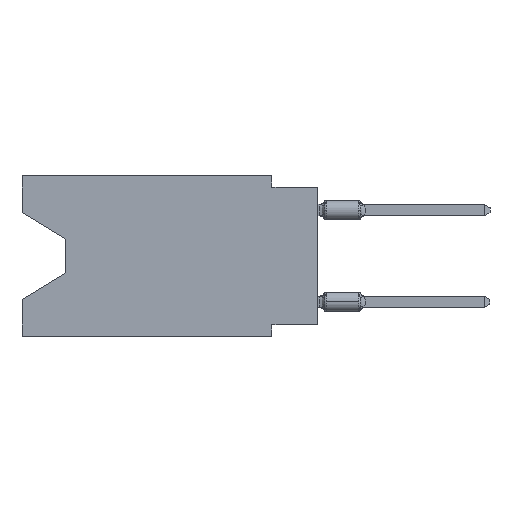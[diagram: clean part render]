
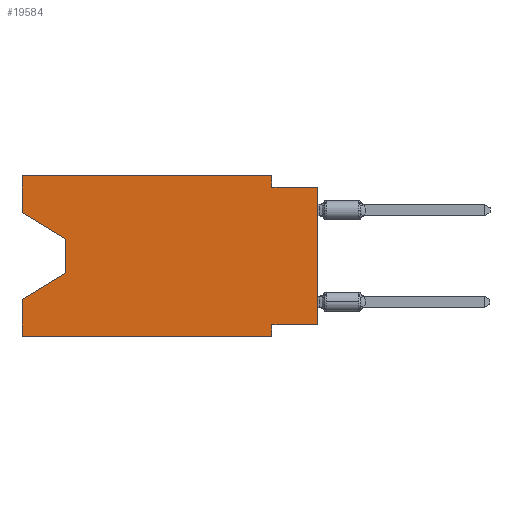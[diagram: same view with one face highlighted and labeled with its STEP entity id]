
A CAD part, left-side view. The second image highlights one B-rep face of the part: STEP entity #19584.
In plain terms, the highlighted planar face has unit normal (-1, 0, 0).
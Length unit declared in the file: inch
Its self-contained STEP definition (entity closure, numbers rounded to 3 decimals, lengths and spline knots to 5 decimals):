
#1010 = ORIENTED_EDGE ( 'NONE', *, *, #4110, .F. ) ;
#1066 = LINE ( 'NONE', #15028, #12071 ) ;
#1072 = VECTOR ( 'NONE', #25614, 39.37008 ) ;
#1929 = EDGE_LOOP ( 'NONE', ( #11071, #6283, #2242, #25327, #11096, #21267, #26004, #5041, #9991, #3381, #1010, #14492 ) ) ;
#2190 = CARTESIAN_POINT ( 'NONE',  ( 0., 0., -0.325 ) ) ;
#2242 = ORIENTED_EDGE ( 'NONE', *, *, #26283, .T. ) ;
#3344 = EDGE_CURVE ( 'NONE', #17613, #20680, #20245, .T. ) ;
#3381 = ORIENTED_EDGE ( 'NONE', *, *, #15954, .F. ) ;
#4110 = EDGE_CURVE ( 'NONE', #16577, #7280, #12450, .T. ) ;
#4515 = CARTESIAN_POINT ( 'NONE',  ( 0., 0.645, -0.26975 ) ) ;
#5041 = ORIENTED_EDGE ( 'NONE', *, *, #11089, .T. ) ;
#5770 = DIRECTION ( 'NONE',  ( 0., 0., -1. ) ) ;
#6000 = CARTESIAN_POINT ( 'NONE',  ( 0., 0., -0.025 ) ) ;
#6283 = ORIENTED_EDGE ( 'NONE', *, *, #13910, .T. ) ;
#7160 = DIRECTION ( 'NONE',  ( 0., 0.855, -0.519 ) ) ;
#7280 = VERTEX_POINT ( 'NONE', #30860 ) ;
#7374 = VECTOR ( 'NONE', #15055, 39.37008 ) ;
#7705 = LINE ( 'NONE', #15534, #9764 ) ;
#8737 = PLANE ( 'NONE',  #23303 ) ;
#8844 = VERTEX_POINT ( 'NONE', #11903 ) ;
#8898 = DIRECTION ( 'NONE',  ( 0., 0., -1. ) ) ;
#9061 = CARTESIAN_POINT ( 'NONE',  ( 0., 0.645, 0. ) ) ;
#9764 = VECTOR ( 'NONE', #25119, 39.37008 ) ;
#9853 = DIRECTION ( 'NONE',  ( 0., 0., 1. ) ) ;
#9991 = ORIENTED_EDGE ( 'NONE', *, *, #20333, .F. ) ;
#10104 = CARTESIAN_POINT ( 'NONE',  ( 0., 0.645, 0. ) ) ;
#11071 = ORIENTED_EDGE ( 'NONE', *, *, #3344, .T. ) ;
#11089 = EDGE_CURVE ( 'NONE', #24355, #17822, #30157, .T. ) ;
#11096 = ORIENTED_EDGE ( 'NONE', *, *, #19358, .T. ) ;
#11254 = EDGE_CURVE ( 'NONE', #8844, #11967, #21354, .T. ) ;
#11792 = VERTEX_POINT ( 'NONE', #17076 ) ;
#11903 = CARTESIAN_POINT ( 'NONE',  ( 0., 0.1, -0.325 ) ) ;
#11933 = VECTOR ( 'NONE', #9853, 39.37008 ) ;
#11967 = VERTEX_POINT ( 'NONE', #12060 ) ;
#12060 = CARTESIAN_POINT ( 'NONE',  ( 0., 0.1, -0.35 ) ) ;
#12071 = VECTOR ( 'NONE', #5770, 39.37008 ) ;
#12450 = LINE ( 'NONE', #10104, #16240 ) ;
#12668 = CARTESIAN_POINT ( 'NONE',  ( 0., 0.645, 0. ) ) ;
#12694 = EDGE_CURVE ( 'NONE', #17613, #16577, #17530, .T. ) ;
#13124 = VECTOR ( 'NONE', #13967, 39.37008 ) ;
#13290 = FACE_OUTER_BOUND ( 'NONE', #1929, .T. ) ;
#13619 = VERTEX_POINT ( 'NONE', #22752 ) ;
#13910 = EDGE_CURVE ( 'NONE', #20680, #16780, #19743, .T. ) ;
#13967 = DIRECTION ( 'NONE',  ( 0., 0., -1. ) ) ;
#14492 = ORIENTED_EDGE ( 'NONE', *, *, #12694, .F. ) ;
#14951 = EDGE_CURVE ( 'NONE', #24355, #8844, #22804, .T. ) ;
#15028 = CARTESIAN_POINT ( 'NONE',  ( 0., 0.1, 0. ) ) ;
#15055 = DIRECTION ( 'NONE',  ( 0., -0.855, -0.519 ) ) ;
#15411 = DIRECTION ( 'NONE',  ( 0., -1., 0. ) ) ;
#15534 = CARTESIAN_POINT ( 'NONE',  ( 0., 0.645, 0. ) ) ;
#15705 = VECTOR ( 'NONE', #15411, 39.37008 ) ;
#15925 = CARTESIAN_POINT ( 'NONE',  ( 0., 0.645, 0. ) ) ;
#15954 = EDGE_CURVE ( 'NONE', #7280, #13619, #1066, .T. ) ;
#16138 = VERTEX_POINT ( 'NONE', #4515 ) ;
#16240 = VECTOR ( 'NONE', #26904, 39.37008 ) ;
#16577 = VERTEX_POINT ( 'NONE', #15925 ) ;
#16780 = VERTEX_POINT ( 'NONE', #17480 ) ;
#17051 = LINE ( 'NONE', #17350, #19514 ) ;
#17076 = CARTESIAN_POINT ( 'NONE',  ( 0., 0.645, -0.35 ) ) ;
#17350 = CARTESIAN_POINT ( 'NONE',  ( 0., 0.55, -0.212 ) ) ;
#17380 = DIRECTION ( 'NONE',  ( 0., 0., -1. ) ) ;
#17480 = CARTESIAN_POINT ( 'NONE',  ( 0., 0.55, -0.212 ) ) ;
#17530 = LINE ( 'NONE', #12668, #11933 ) ;
#17613 = VERTEX_POINT ( 'NONE', #26659 ) ;
#17822 = VERTEX_POINT ( 'NONE', #30133 ) ;
#19358 = EDGE_CURVE ( 'NONE', #11792, #11967, #30889, .T. ) ;
#19514 = VECTOR ( 'NONE', #7160, 39.37008 ) ;
#19584 = ADVANCED_FACE ( 'NONE', ( #13290 ), #8737, .F. ) ;
#19743 = LINE ( 'NONE', #27275, #27030 ) ;
#19801 = EDGE_CURVE ( 'NONE', #11792, #16138, #7705, .T. ) ;
#20245 = LINE ( 'NONE', #24801, #7374 ) ;
#20333 = EDGE_CURVE ( 'NONE', #13619, #17822, #22794, .T. ) ;
#20373 = CARTESIAN_POINT ( 'NONE',  ( 0., 0.55, -0.138 ) ) ;
#20535 = VECTOR ( 'NONE', #25477, 39.37008 ) ;
#20680 = VERTEX_POINT ( 'NONE', #20373 ) ;
#21267 = ORIENTED_EDGE ( 'NONE', *, *, #11254, .F. ) ;
#21354 = LINE ( 'NONE', #21674, #13124 ) ;
#21501 = CARTESIAN_POINT ( 'NONE',  ( 0., 0.645, -0.35 ) ) ;
#21674 = CARTESIAN_POINT ( 'NONE',  ( 0., 0.1, -0.35 ) ) ;
#22752 = CARTESIAN_POINT ( 'NONE',  ( 0., 0.1, -0.025 ) ) ;
#22794 = LINE ( 'NONE', #6000, #15705 ) ;
#22804 = LINE ( 'NONE', #2190, #20535 ) ;
#22938 = CARTESIAN_POINT ( 'NONE',  ( 0., 0., 0. ) ) ;
#23303 = AXIS2_PLACEMENT_3D ( 'NONE', #9061, #27753, #8898 ) ;
#24355 = VERTEX_POINT ( 'NONE', #27817 ) ;
#24801 = CARTESIAN_POINT ( 'NONE',  ( 0., 0.645, -0.08025 ) ) ;
#25119 = DIRECTION ( 'NONE',  ( 0., 0., 1. ) ) ;
#25327 = ORIENTED_EDGE ( 'NONE', *, *, #19801, .F. ) ;
#25436 = VECTOR ( 'NONE', #26365, 39.37008 ) ;
#25477 = DIRECTION ( 'NONE',  ( 0., 1., 0. ) ) ;
#25614 = DIRECTION ( 'NONE',  ( 0., 0., 1. ) ) ;
#26004 = ORIENTED_EDGE ( 'NONE', *, *, #14951, .F. ) ;
#26283 = EDGE_CURVE ( 'NONE', #16780, #16138, #17051, .T. ) ;
#26365 = DIRECTION ( 'NONE',  ( 0., -1., 0. ) ) ;
#26659 = CARTESIAN_POINT ( 'NONE',  ( 0., 0.645, -0.08025 ) ) ;
#26904 = DIRECTION ( 'NONE',  ( 0., -1., 0. ) ) ;
#27030 = VECTOR ( 'NONE', #17380, 39.37008 ) ;
#27275 = CARTESIAN_POINT ( 'NONE',  ( 0., 0.55, -0.138 ) ) ;
#27753 = DIRECTION ( 'NONE',  ( 1., 0., 0. ) ) ;
#27817 = CARTESIAN_POINT ( 'NONE',  ( 0., 0., -0.325 ) ) ;
#30133 = CARTESIAN_POINT ( 'NONE',  ( 0., 0., -0.025 ) ) ;
#30157 = LINE ( 'NONE', #22938, #1072 ) ;
#30860 = CARTESIAN_POINT ( 'NONE',  ( 0., 0.1, 0. ) ) ;
#30889 = LINE ( 'NONE', #21501, #25436 ) ;
